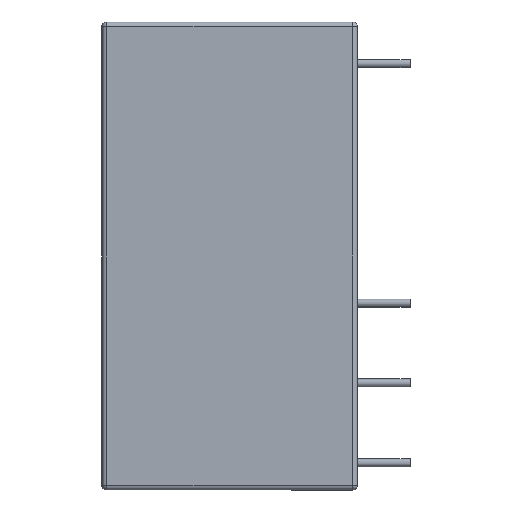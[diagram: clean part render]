
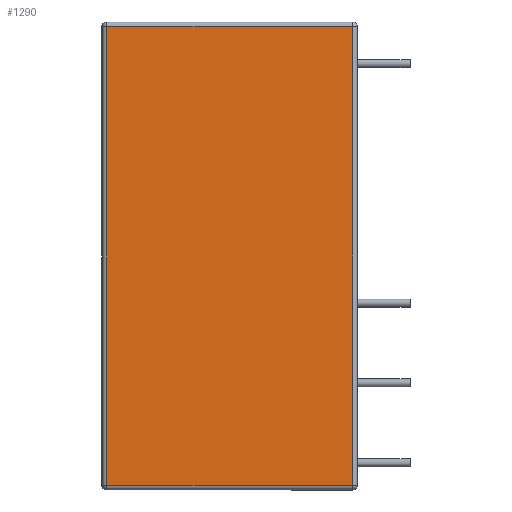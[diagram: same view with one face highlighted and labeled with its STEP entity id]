
A CAD part, left-side view. The second image highlights one B-rep face of the part: STEP entity #1290.
In plain terms, the highlighted planar face has unit normal (-1, 0, 0).
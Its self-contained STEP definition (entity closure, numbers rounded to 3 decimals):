
#33 = ORIENTED_EDGE ( 'NONE', *, *, #138, .T. ) ;
#122 = EDGE_LOOP ( 'NONE', ( #136, #1129, #33, #293 ) ) ;
#136 = ORIENTED_EDGE ( 'NONE', *, *, #401, .T. ) ;
#138 = EDGE_CURVE ( 'NONE', #836, #1050, #1069, .T. ) ;
#174 = VECTOR ( 'NONE', #329, 1000. ) ;
#245 = CARTESIAN_POINT ( 'NONE',  ( -6.5, 15.7, 14.65 ) ) ;
#293 = ORIENTED_EDGE ( 'NONE', *, *, #1331, .T. ) ;
#327 = CARTESIAN_POINT ( 'NONE',  ( -6.5, 15.7, -14.35 ) ) ;
#329 = DIRECTION ( 'NONE',  ( 0., 0., 1. ) ) ;
#401 = EDGE_CURVE ( 'NONE', #913, #908, #1024, .T. ) ;
#403 = DIRECTION ( 'NONE',  ( 1., 0., 0. ) ) ;
#437 = LINE ( 'NONE', #1227, #174 ) ;
#474 = FACE_OUTER_BOUND ( 'NONE', #122, .T. ) ;
#630 = VECTOR ( 'NONE', #679, 1000. ) ;
#647 = CARTESIAN_POINT ( 'NONE',  ( -6.5, 0.3, 14.35 ) ) ;
#679 = DIRECTION ( 'NONE',  ( 0., 1., 0. ) ) ;
#770 = VECTOR ( 'NONE', #918, 1000. ) ;
#836 = VERTEX_POINT ( 'NONE', #647 ) ;
#908 = VERTEX_POINT ( 'NONE', #1612 ) ;
#913 = VERTEX_POINT ( 'NONE', #327 ) ;
#918 = DIRECTION ( 'NONE',  ( 0., 0., -1. ) ) ;
#933 = CARTESIAN_POINT ( 'NONE',  ( -6.5, 0., 14.35 ) ) ;
#1000 = VECTOR ( 'NONE', #1015, 1000. ) ;
#1015 = DIRECTION ( 'NONE',  ( 0., -1., 0. ) ) ;
#1024 = LINE ( 'NONE', #1400, #1000 ) ;
#1050 = VERTEX_POINT ( 'NONE', #1691 ) ;
#1058 = CARTESIAN_POINT ( 'NONE',  ( -6.5, 0., 14.65 ) ) ;
#1069 = LINE ( 'NONE', #933, #630 ) ;
#1129 = ORIENTED_EDGE ( 'NONE', *, *, #1448, .T. ) ;
#1227 = CARTESIAN_POINT ( 'NONE',  ( -6.5, 0.3, 14.65 ) ) ;
#1257 = PLANE ( 'NONE',  #1580 ) ;
#1290 = ADVANCED_FACE ( 'NONE', ( #474 ), #1257, .F. ) ;
#1331 = EDGE_CURVE ( 'NONE', #1050, #913, #1426, .T. ) ;
#1400 = CARTESIAN_POINT ( 'NONE',  ( -6.5, 0., -14.35 ) ) ;
#1426 = LINE ( 'NONE', #245, #770 ) ;
#1448 = EDGE_CURVE ( 'NONE', #908, #836, #437, .T. ) ;
#1580 = AXIS2_PLACEMENT_3D ( 'NONE', #1058, #403, #1586 ) ;
#1586 = DIRECTION ( 'NONE',  ( 0., 0., -1. ) ) ;
#1612 = CARTESIAN_POINT ( 'NONE',  ( -6.5, 0.3, -14.35 ) ) ;
#1691 = CARTESIAN_POINT ( 'NONE',  ( -6.5, 15.7, 14.35 ) ) ;
